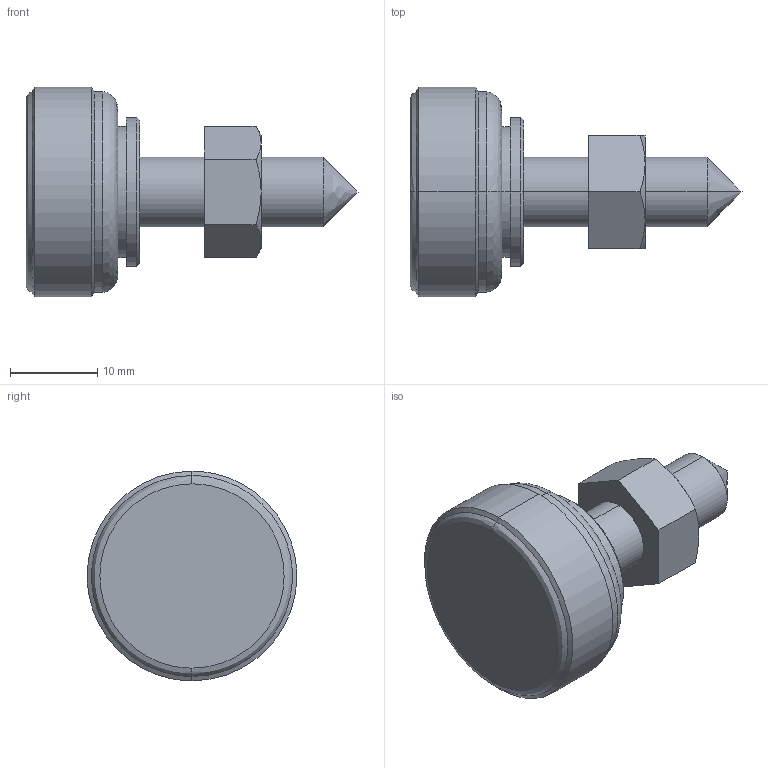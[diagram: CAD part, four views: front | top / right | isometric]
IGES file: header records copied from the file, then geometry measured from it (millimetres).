
Start section: ------------------------------------------------------------------------
Global section: file name: PC3955.24684.THA_340SUS_24_8_N_21421.igs; native system: spGate; preprocessor: ver20.6.3 (****-****-****-****); author: Unknown; organization: Unknown; date: 251202.132035; units: millimetre
Bounding box: 38 x 23.95 x 24 mm (x, y, z)
Volume: 6817 mm3; surface area: 2973.1 mm2
Topology: 2 solids, 2 shells, 42 faces, 90 edges, 53 vertices
Faces by surface type: bspline 42
